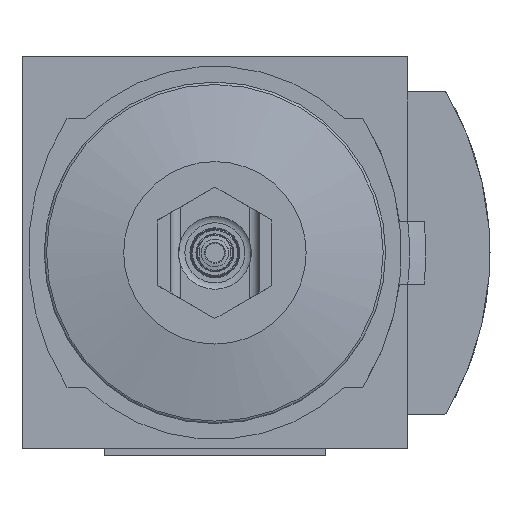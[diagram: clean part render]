
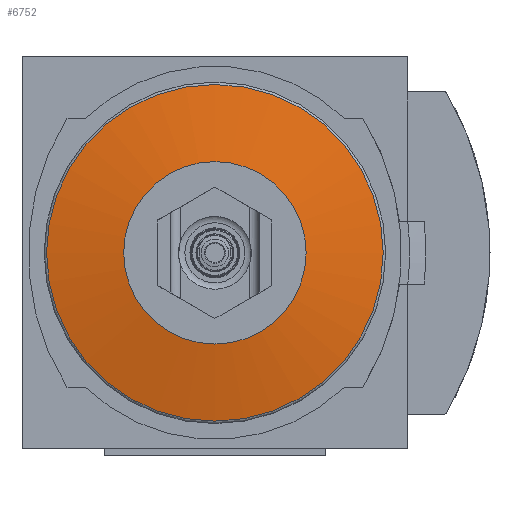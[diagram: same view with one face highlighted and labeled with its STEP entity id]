
A CAD part, front view. The second image highlights one B-rep face of the part: STEP entity #6752.
In plain terms, the highlighted toroidal (fillet/blend) face has major radius 2.923 mm and minor radius 240 mm.
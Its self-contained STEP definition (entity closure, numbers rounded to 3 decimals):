
#30=DEGENERATE_TOROIDAL_SURFACE('',#7157,2.923,240.,
 .F.);
#178=CIRCLE('',#7156,28.85);
#179=CIRCLE('',#7158,53.234);
#1546=ORIENTED_EDGE('',*,*,#2362,.T.);
#1547=ORIENTED_EDGE('',*,*,#2361,.F.);
#2361=EDGE_CURVE('',#2842,#2842,#178,.T.);
#2362=EDGE_CURVE('',#2843,#2843,#179,.T.);
#2842=VERTEX_POINT('',#9880);
#2843=VERTEX_POINT('',#9883);
#4078=EDGE_LOOP('',(#1546));
#4079=EDGE_LOOP('',(#1547));
#4416=FACE_BOUND('',#4078,.T.);
#4417=FACE_BOUND('',#4079,.T.);
#6752=ADVANCED_FACE('',(#4416,#4417),#30,.F.);
#7156=AXIS2_PLACEMENT_3D('',#9879,#8366,#8367);
#7157=AXIS2_PLACEMENT_3D('',#9881,#8368,#8369);
#7158=AXIS2_PLACEMENT_3D('',#9882,#8370,#8371);
#8366=DIRECTION('',(0.,-1.,0.));
#8367=DIRECTION('',(0.,0.,-1.));
#8368=DIRECTION('',(0.,-1.,0.));
#8369=DIRECTION('',(0.,0.,-1.));
#8370=DIRECTION('',(0.,-1.,0.));
#8371=DIRECTION('',(0.,0.,-1.));
#9879=CARTESIAN_POINT('',(0.,-359.736,0.));
#9880=CARTESIAN_POINT('',(0.,-359.736,-28.85));
#9881=CARTESIAN_POINT('',(0.,-121.848,0.));
#9882=CARTESIAN_POINT('',(0.,-355.186,0.));
#9883=CARTESIAN_POINT('',(0.,-355.186,-53.234));
